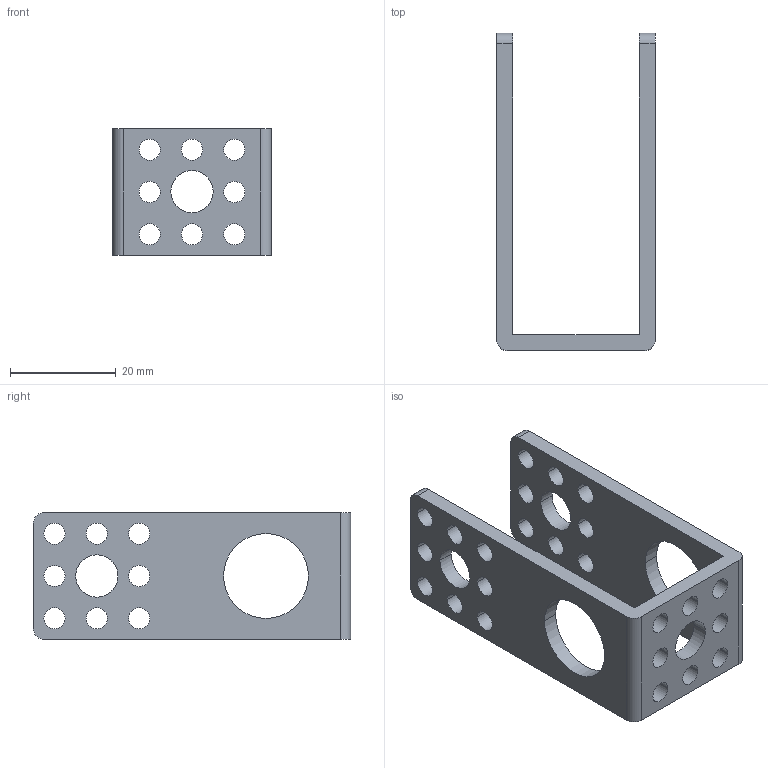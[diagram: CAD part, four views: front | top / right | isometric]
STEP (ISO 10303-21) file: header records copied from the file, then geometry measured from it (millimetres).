
FILE_DESCRIPTION (( 'STEP AP214' ), '1' );
FILE_NAME ('U Bracket-C U倰盓殤-C.step', '2016-10-28T04:10:05', ( 'dell' ), ( '' ), 'SwSTEP 2.0', 'SolidWorks 2013', '' );
FILE_SCHEMA (( 'AUTOMOTIVE_DESIGN' ));
Length unit declared in the file: millimetre
Products named in the file (1): U Bracket-C U倰盓殤-C
Bounding box: 30 x 60 x 24 mm (x, y, z)
Volume: 7745.4 mm3; surface area: 7577.6 mm2
Topology: 1 solids, 1 shells, 74 faces, 216 edges, 144 vertices
Faces by surface type: cylinder 64, plane 10
Entity records: 2678 total; most frequent: DIRECTION 494, CARTESIAN_POINT 435, ORIENTED_EDGE 432, EDGE_CURVE 216, AXIS2_PLACEMENT_3D 203, VERTEX_POINT 144, EDGE_LOOP 132, CIRCLE 128
